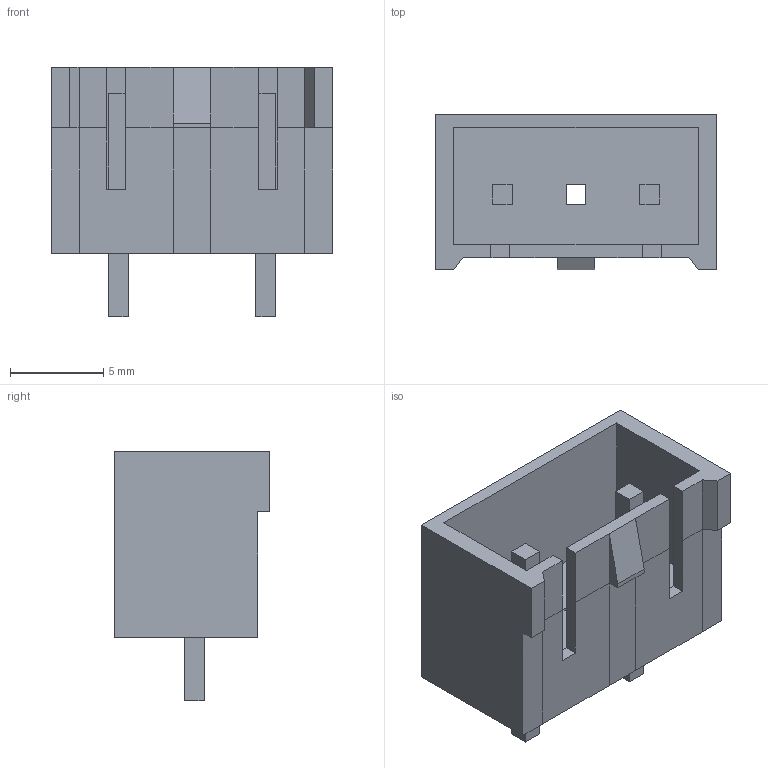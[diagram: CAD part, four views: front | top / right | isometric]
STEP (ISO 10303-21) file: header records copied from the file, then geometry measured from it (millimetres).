
FILE_DESCRIPTION(('FreeCAD Model'),'2;1');
FILE_NAME( 'Connector_Molex_35328-0260.step', '2020-08-19T22:57:12',('Author'),(''), 'Open CASCADE STEP processor 7.3','FreeCAD','Unknown');
FILE_SCHEMA(('AUTOMOTIVE_DESIGN { 1 0 10303 214 1 1 1 1 }'));
Length unit declared in the file: millimetre
Products named in the file (1): Body
Bounding box: 15.14 x 8.35 x 13.4 mm (x, y, z)
Volume: 586 mm3; surface area: 1063.7 mm2
Topology: 1 solids, 1 shells, 61 faces, 155 edges, 100 vertices
Faces by surface type: plane 61
Entity records: 3829 total; most frequent: CARTESIAN_POINT 627, DIRECTION 589, LINE 465, VECTOR 465, ORIENTED_EDGE 310, PCURVE 310, DEFINITIONAL_REPRESENTATION 310, EDGE_CURVE 155
